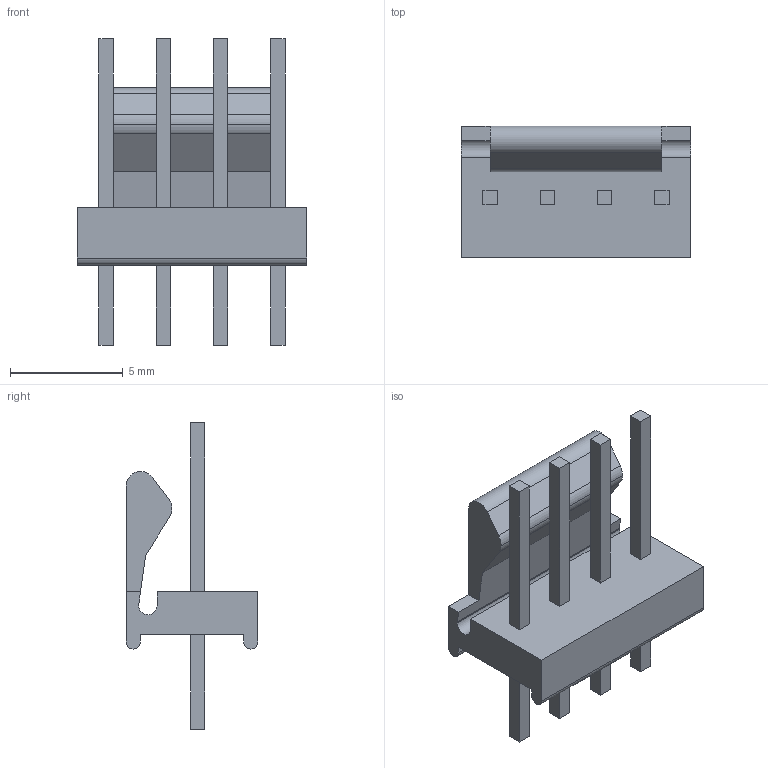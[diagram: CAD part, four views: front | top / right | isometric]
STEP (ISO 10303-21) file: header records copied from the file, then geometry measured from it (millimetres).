
FILE_DESCRIPTION(('STEP AP214'),'1');
FILE_NAME('70083644.stp','2018-08-07T09:41:21',('TraceParts'),('TraceParts S.A.'),'Spatial InterOp 3D',' ',' ');
FILE_SCHEMA(('automotive_design'));
Length unit declared in the file: millimetre
Products named in the file (1): 70083644
Bounding box: 10.16 x 5.84 x 13.59 mm (x, y, z)
Volume: 183.7 mm3; surface area: 436.9 mm2
Topology: 1 solids, 1 shells, 63 faces, 159 edges, 106 vertices
Faces by surface type: plane 56, cylinder 7
Entity records: 1882 total; most frequent: CARTESIAN_POINT 329, ORIENTED_EDGE 318, DIRECTION 301, EDGE_CURVE 159, LINE 145, VECTOR 145, VERTEX_POINT 106, AXIS2_PLACEMENT_3D 78
